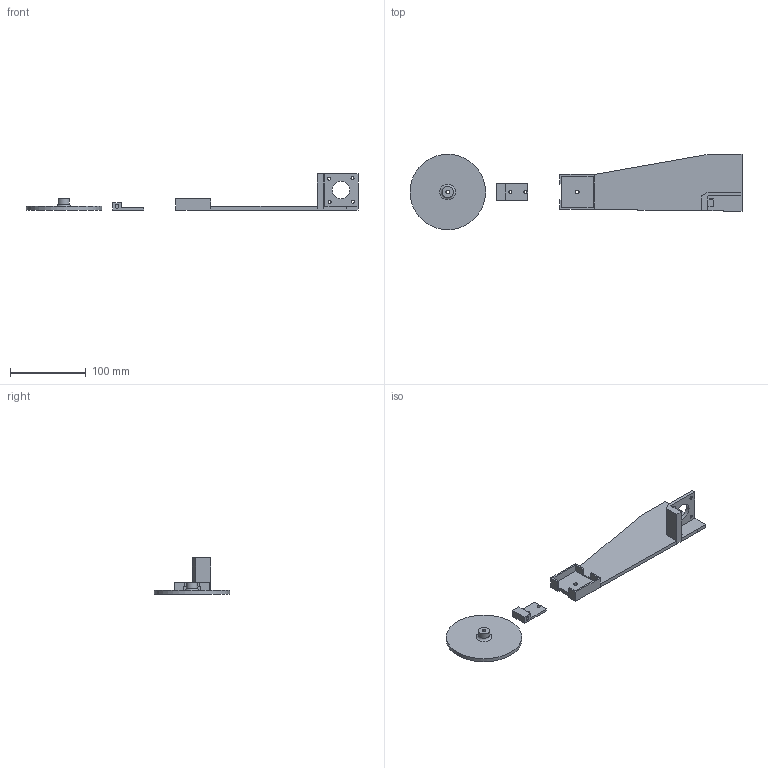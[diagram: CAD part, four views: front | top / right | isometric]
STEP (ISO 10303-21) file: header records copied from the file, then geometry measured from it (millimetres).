
FILE_DESCRIPTION(/* description */ (''),/* implementation_level */ '2;1');
FILE_NAME(/* name */ 'hacktues v2.step',/* time_stamp */ '2024-03-15T20:00:30+02:00',/* author */ (''),/* organization */ (''),/* preprocessor_version */ 'ST-DEVELOPER v20',/* originating_system */ 'Autodesk Translation Framework v12.20.1.177',/* authorisation */ '');
FILE_SCHEMA (('AUTOMOTIVE_DESIGN { 1 0 10303 214 3 1 1 }'));
Length unit declared in the file: millimetre
Products named in the file (3): hacktues; idler; bed
Assembly tree (2 placements, depth 3):
  hacktues
    idler
      bed
Bounding box: 439.46 x 100 x 48 mm (x, y, z)
Volume: 135535.9 mm3; surface area: 62607.8 mm2
Topology: 3 solids, 3 shells, 72 faces, 190 edges, 124 vertices
Faces by surface type: plane 58, cylinder 13, torus 1
Full cylindrical faces by diameter (mm): 4 x7, 5 x2, 5.2 x1, 15 x1, 23 x1, 100 x1
Entity records: 2389 total; most frequent: CARTESIAN_POINT 468, ORIENTED_EDGE 380, DIRECTION 367, EDGE_CURVE 190, LINE 159, VECTOR 159, VERTEX_POINT 124, AXIS2_PLACEMENT_3D 104
